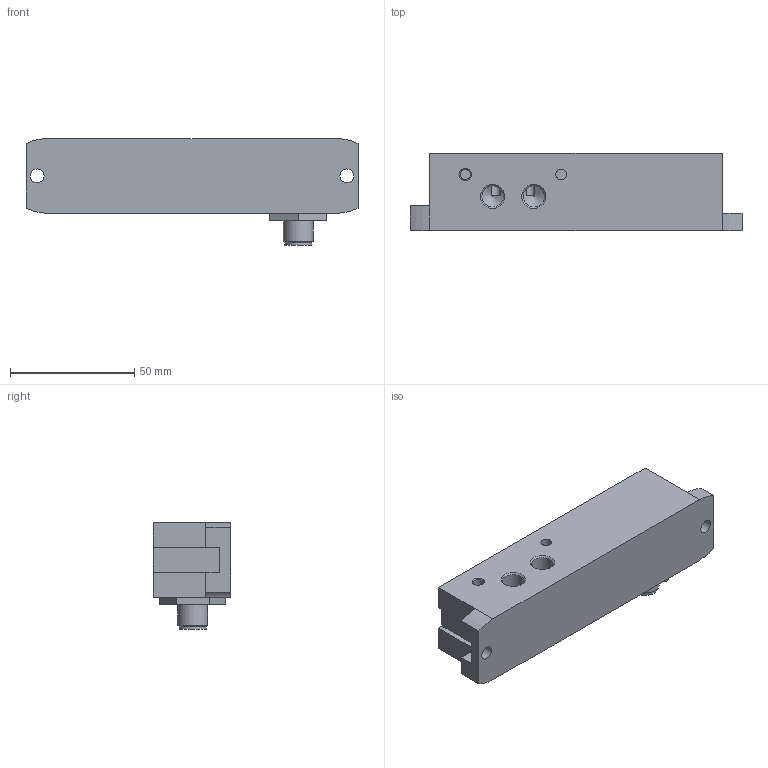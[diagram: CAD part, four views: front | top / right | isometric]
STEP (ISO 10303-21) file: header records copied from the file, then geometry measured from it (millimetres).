
FILE_DESCRIPTION(/* description */ ('STEP AP214'),/* implementation_level */ '2;1');
FILE_NAME(/* name */ '541070_VABS-S4-2S-G18-B-R3',/* time_stamp */ '2024-09-12T13:32:46+02:00',/* author */ ('License CC BY-ND 4.0'),/* organization */ ('CADENAS'),/* preprocessor_version */ 'ST-DEVELOPER v19.3',/* originating_system */ 'PARTsolutions',/* authorisation */ ' ');
FILE_SCHEMA (('AUTOMOTIVE_DESIGN {1 0 10303 214 3 1 1}'));
Length unit declared in the file: millimetre
Products named in the file (1): 541070 VABS-S4-2S-G18-B-R3
Bounding box: 133.5 x 31 x 43 mm (x, y, z)
Volume: 107390.3 mm3; surface area: 21918.3 mm2
Topology: 1 solids, 1 shells, 108 faces, 291 edges, 189 vertices
Faces by surface type: plane 56, cylinder 34, cone 18
Full cylindrical faces by diameter (mm): 1.5 x1, 2.459 x2, 3.2 x1, 4.134 x1, 4.3 x1, 5.5 x2, 8.3 x1, 8.566 x5, 10.773 x1, 12 x1
Entity records: 3159 total; most frequent: CARTESIAN_POINT 636, DIRECTION 502, ORIENTED_EDGE 474, EDGE_CURVE 237, AXIS2_PLACEMENT_3D 180, VERTEX_POINT 175, FACE_BOUND 164, EDGE_LOOP 158
